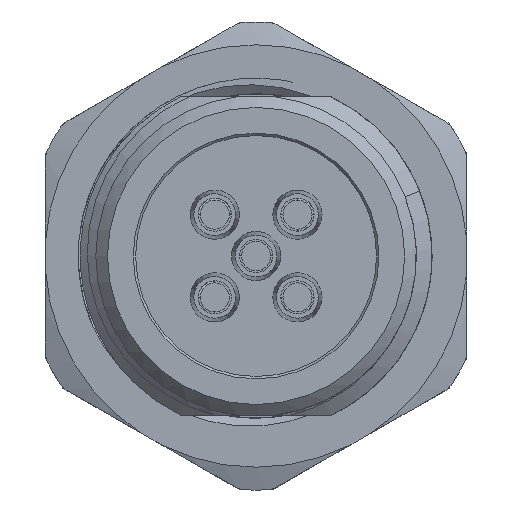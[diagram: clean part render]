
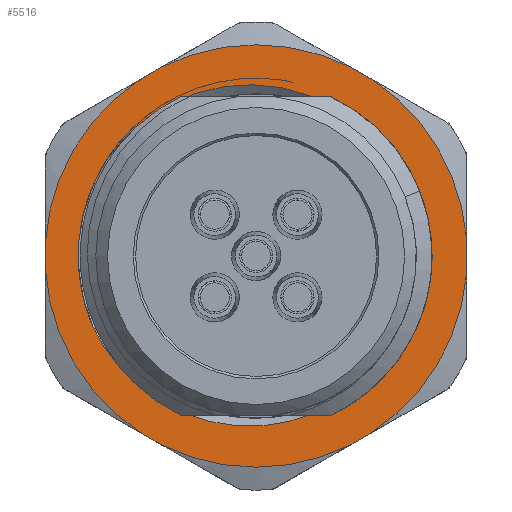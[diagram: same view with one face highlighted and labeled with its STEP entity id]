
A CAD part, left-side view. The second image highlights one B-rep face of the part: STEP entity #5516.
In plain terms, the highlighted planar face has unit normal (-1, 0, 0).
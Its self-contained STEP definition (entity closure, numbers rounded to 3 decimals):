
#388=PLANE('',#6407);
#517=B_SPLINE_CURVE_WITH_KNOTS('',3,(#20970,#20971,#20972,#20973,#20974,
#20975,#20976),.UNSPECIFIED.,.F.,.F.,(4,1,1,1,4),(0.,
0.004,0.009,0.013,0.017),
 .UNSPECIFIED.);
#518=B_SPLINE_CURVE_WITH_KNOTS('',3,(#20980,#20981,#20982,#20983,#20984,
#20985,#20986),.UNSPECIFIED.,.F.,.F.,(4,1,1,1,4),(0.,
0.004,0.009,0.013,0.017),
 .UNSPECIFIED.);
#742=LINE('',#20987,#957);
#743=LINE('',#20992,#958);
#744=LINE('',#20996,#959);
#745=LINE('',#21000,#960);
#746=LINE('',#21004,#961);
#747=LINE('',#21008,#962);
#957=VECTOR('',#7786,1000.);
#958=VECTOR('',#7789,1000.);
#959=VECTOR('',#7792,1000.);
#960=VECTOR('',#7795,1000.);
#961=VECTOR('',#7798,1000.);
#962=VECTOR('',#7801,1000.);
#2101=ORIENTED_EDGE('',*,*,#2969,.F.);
#2102=ORIENTED_EDGE('',*,*,#2970,.T.);
#2103=ORIENTED_EDGE('',*,*,#2971,.T.);
#2104=ORIENTED_EDGE('',*,*,#2972,.T.);
#2105=ORIENTED_EDGE('',*,*,#2973,.F.);
#2106=ORIENTED_EDGE('',*,*,#2974,.T.);
#2107=ORIENTED_EDGE('',*,*,#2975,.F.);
#2108=ORIENTED_EDGE('',*,*,#2976,.T.);
#2109=ORIENTED_EDGE('',*,*,#2977,.F.);
#2110=ORIENTED_EDGE('',*,*,#2978,.T.);
#2111=ORIENTED_EDGE('',*,*,#2979,.F.);
#2112=ORIENTED_EDGE('',*,*,#2980,.T.);
#2113=ORIENTED_EDGE('',*,*,#2981,.F.);
#2114=ORIENTED_EDGE('',*,*,#2982,.T.);
#2115=ORIENTED_EDGE('',*,*,#2983,.F.);
#2116=ORIENTED_EDGE('',*,*,#2984,.T.);
#2969=EDGE_CURVE('',#3543,#3544,#3900,.T.);
#2970=EDGE_CURVE('',#3543,#3545,#517,.T.);
#2971=EDGE_CURVE('',#3545,#3546,#3901,.F.);
#2972=EDGE_CURVE('',#3546,#3544,#518,.T.);
#2973=EDGE_CURVE('',#3547,#3548,#742,.T.);
#2974=EDGE_CURVE('',#3547,#3549,#3902,.F.);
#2975=EDGE_CURVE('',#3550,#3549,#743,.T.);
#2976=EDGE_CURVE('',#3550,#3551,#3903,.F.);
#2977=EDGE_CURVE('',#3552,#3551,#744,.T.);
#2978=EDGE_CURVE('',#3552,#3553,#3904,.F.);
#2979=EDGE_CURVE('',#3554,#3553,#745,.T.);
#2980=EDGE_CURVE('',#3554,#3555,#3905,.F.);
#2981=EDGE_CURVE('',#3556,#3555,#746,.T.);
#2982=EDGE_CURVE('',#3556,#3557,#3906,.F.);
#2983=EDGE_CURVE('',#3558,#3557,#747,.T.);
#2984=EDGE_CURVE('',#3558,#3548,#3907,.F.);
#3543=VERTEX_POINT('',#20968);
#3544=VERTEX_POINT('',#20969);
#3545=VERTEX_POINT('',#20977);
#3546=VERTEX_POINT('',#20979);
#3547=VERTEX_POINT('',#20988);
#3548=VERTEX_POINT('',#20989);
#3549=VERTEX_POINT('',#20991);
#3550=VERTEX_POINT('',#20993);
#3551=VERTEX_POINT('',#20995);
#3552=VERTEX_POINT('',#20997);
#3553=VERTEX_POINT('',#20999);
#3554=VERTEX_POINT('',#21001);
#3555=VERTEX_POINT('',#21003);
#3556=VERTEX_POINT('',#21005);
#3557=VERTEX_POINT('',#21007);
#3558=VERTEX_POINT('',#21009);
#3900=CIRCLE('',#6408,7.6);
#3901=CIRCLE('',#6409,6.93);
#3902=CIRCLE('',#6410,9.024);
#3903=CIRCLE('',#6411,9.024);
#3904=CIRCLE('',#6412,9.024);
#3905=CIRCLE('',#6413,9.024);
#3906=CIRCLE('',#6414,9.024);
#3907=CIRCLE('',#6415,9.024);
#4418=EDGE_LOOP('',(#2101,#2102,#2103,#2104));
#4419=EDGE_LOOP('',(#2105,#2106,#2107,#2108,#2109,#2110,#2111,#2112,#2113,
#2114,#2115,#2116));
#4985=FACE_BOUND('',#4418,.T.);
#4986=FACE_BOUND('',#4419,.T.);
#5516=ADVANCED_FACE('',(#4985,#4986),#388,.F.);
#6407=AXIS2_PLACEMENT_3D('',#20966,#7780,#7781);
#6408=AXIS2_PLACEMENT_3D('',#20967,#7782,#7783);
#6409=AXIS2_PLACEMENT_3D('',#20978,#7784,#7785);
#6410=AXIS2_PLACEMENT_3D('',#20990,#7787,#7788);
#6411=AXIS2_PLACEMENT_3D('',#20994,#7790,#7791);
#6412=AXIS2_PLACEMENT_3D('',#20998,#7793,#7794);
#6413=AXIS2_PLACEMENT_3D('',#21002,#7796,#7797);
#6414=AXIS2_PLACEMENT_3D('',#21006,#7799,#7800);
#6415=AXIS2_PLACEMENT_3D('',#21010,#7802,#7803);
#7780=DIRECTION('',(1.,0.,0.));
#7781=DIRECTION('',(0.,0.,-1.));
#7782=DIRECTION('',(-1.,0.,0.));
#7783=DIRECTION('',(0.,1.,0.));
#7784=DIRECTION('',(-1.,0.,0.));
#7785=DIRECTION('',(0.,0.,1.));
#7786=DIRECTION('',(0.,1.,0.));
#7787=DIRECTION('',(1.,0.,0.));
#7788=DIRECTION('',(0.,0.,-1.));
#7789=DIRECTION('',(0.,0.498,-0.867));
#7790=DIRECTION('',(1.,0.,0.));
#7791=DIRECTION('',(0.,0.,-1.));
#7792=DIRECTION('',(0.,-0.498,-0.867));
#7793=DIRECTION('',(1.,0.,0.));
#7794=DIRECTION('',(0.,0.,-1.));
#7795=DIRECTION('',(0.,-1.,0.));
#7796=DIRECTION('',(1.,0.,0.));
#7797=DIRECTION('',(0.,0.,-1.));
#7798=DIRECTION('',(0.,-0.497,0.868));
#7799=DIRECTION('',(1.,0.,0.));
#7800=DIRECTION('',(0.,0.,-1.));
#7801=DIRECTION('',(0.,0.497,0.868));
#7802=DIRECTION('',(1.,0.,0.));
#7803=DIRECTION('',(0.,0.,-1.));
#20966=CARTESIAN_POINT('',(-1.5,0.,0.));
#20967=CARTESIAN_POINT('',(-1.5,0.,0.));
#20968=CARTESIAN_POINT('',(-1.5,-4.081,6.411));
#20969=CARTESIAN_POINT('',(-1.5,3.02,6.974));
#20970=CARTESIAN_POINT('',(-1.5,-4.081,6.411));
#20971=CARTESIAN_POINT('',(-1.5,-5.265,5.593));
#20972=CARTESIAN_POINT('',(-1.5,-7.132,3.294));
#20973=CARTESIAN_POINT('',(-1.5,-7.622,-1.136));
#20974=CARTESIAN_POINT('',(-1.5,-5.55,-5.108));
#20975=CARTESIAN_POINT('',(-1.5,-2.928,-6.508));
#20976=CARTESIAN_POINT('',(-1.5,-1.511,-6.763));
#20977=CARTESIAN_POINT('',(-1.5,-1.511,-6.763));
#20978=CARTESIAN_POINT('',(-1.5,0.,0.));
#20979=CARTESIAN_POINT('',(-1.5,2.558,-6.441));
#20980=CARTESIAN_POINT('',(-1.5,2.558,-6.441));
#20981=CARTESIAN_POINT('',(-1.5,3.917,-5.964));
#20982=CARTESIAN_POINT('',(-1.5,6.29,-4.163));
#20983=CARTESIAN_POINT('',(-1.5,7.705,0.074));
#20984=CARTESIAN_POINT('',(-1.5,6.523,4.38));
#20985=CARTESIAN_POINT('',(-1.5,4.318,6.354));
#20986=CARTESIAN_POINT('',(-1.5,3.02,6.974));
#20987=CARTESIAN_POINT('',(-1.5,-4.376,-8.992));
#20988=CARTESIAN_POINT('',(-1.5,-0.764,-8.992));
#20989=CARTESIAN_POINT('',(-1.5,0.764,-8.992));
#20990=CARTESIAN_POINT('',(-1.5,0.,0.));
#20991=CARTESIAN_POINT('',(-1.5,-7.542,-4.955));
#20992=CARTESIAN_POINT('',(-1.5,-9.974,-0.725));
#20993=CARTESIAN_POINT('',(-1.5,-8.078,-4.024));
#20994=CARTESIAN_POINT('',(-1.5,0.,0.));
#20995=CARTESIAN_POINT('',(-1.5,-8.078,4.024));
#20996=CARTESIAN_POINT('',(-1.5,-5.646,8.254));
#20997=CARTESIAN_POINT('',(-1.5,-7.542,4.955));
#20998=CARTESIAN_POINT('',(-1.5,0.,0.));
#20999=CARTESIAN_POINT('',(-1.5,-0.537,9.008));
#21000=CARTESIAN_POINT('',(-1.5,4.342,9.008));
#21001=CARTESIAN_POINT('',(-1.5,0.537,9.008));
#21002=CARTESIAN_POINT('',(-1.5,0.,0.));
#21003=CARTESIAN_POINT('',(-1.5,7.551,4.941));
#21004=CARTESIAN_POINT('',(-1.5,9.975,0.706));
#21005=CARTESIAN_POINT('',(-1.5,8.085,4.008));
#21006=CARTESIAN_POINT('',(-1.5,0.,0.));
#21007=CARTESIAN_POINT('',(-1.5,8.085,-4.008));
#21008=CARTESIAN_POINT('',(-1.5,5.661,-8.243));
#21009=CARTESIAN_POINT('',(-1.5,7.551,-4.941));
#21010=CARTESIAN_POINT('',(-1.5,0.,0.));
